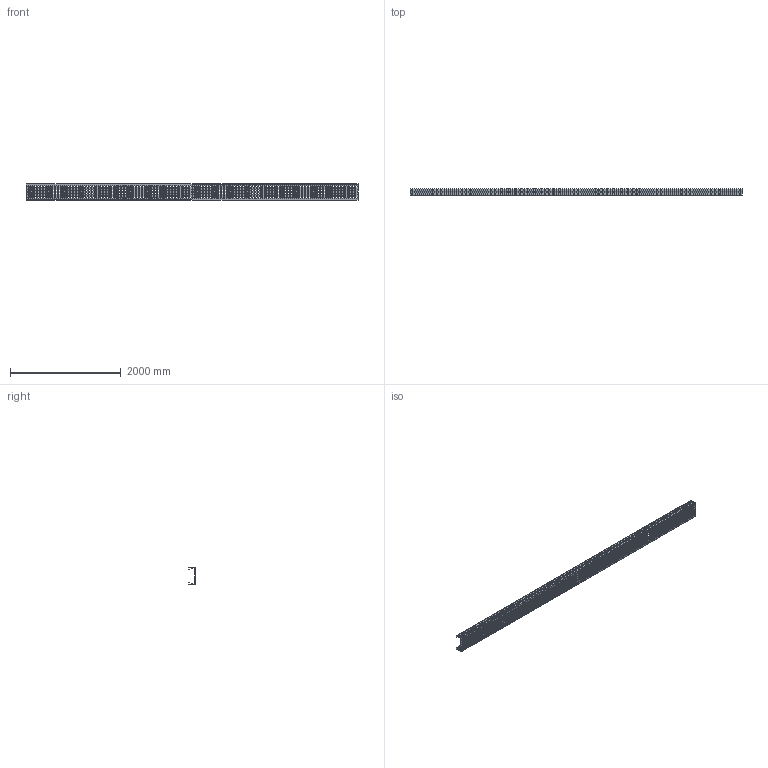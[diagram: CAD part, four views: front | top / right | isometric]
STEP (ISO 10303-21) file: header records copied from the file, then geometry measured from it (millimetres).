
FILE_DESCRIPTION((''),'2;1');
FILE_NAME('240131_ASM','2018-11-28T19:29:00',('tomasz.grudniewski'),(''),'CREO PARAMETRIC BY PTC INC, 2018260','CREO PARAMETRIC BY PTC INC, 2018260','');
FILE_SCHEMA(('CONFIG_CONTROL_DESIGN'));
Products named in the file (3): KSC_DSC_H120_6000_PRT; PASZCZ_300_30000_PRT; 240131_ASM
Assembly tree (4 placements, depth 2):
  240131_ASM
    KSC_DSC_H120_6000_PRT  x2
    PASZCZ_300_30000_PRT  x2
Bounding box: 6000 x 120 x 300 mm (x, y, z)
Volume: 6820833.9 mm3; surface area: 8313684 mm2
Topology: 4 solids, 4 shells, 10184 faces, 29616 edges, 19440 vertices
Faces by surface type: plane 5812, cylinder 4372
Entity records: 171424 total; most frequent: CARTESIAN_POINT 29627, ORIENTED_EDGE 29616, DIRECTION 29378, EDGE_CURVE 14808, VECTOR 10436, LINE 10436, VERTEX_POINT 9720, AXIS2_PLACEMENT_3D 9471
